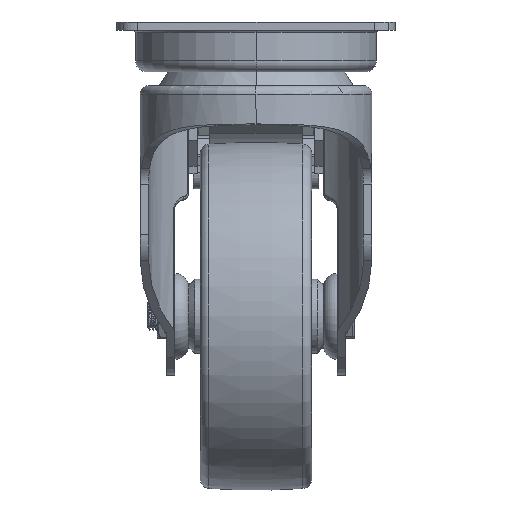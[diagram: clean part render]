
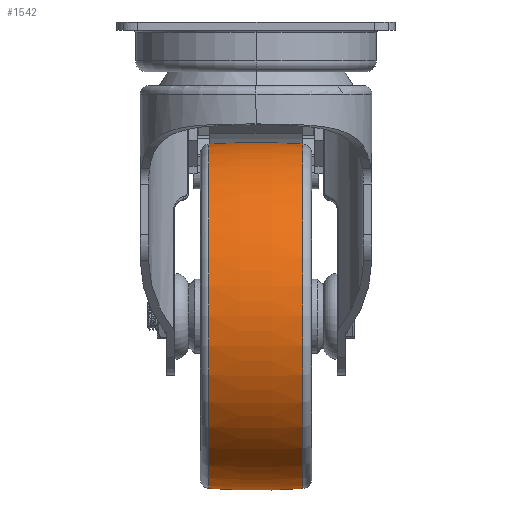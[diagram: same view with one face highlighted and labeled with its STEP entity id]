
A CAD part, left-side view. The second image highlights one B-rep face of the part: STEP entity #1542.
In plain terms, the highlighted toroidal (fillet/blend) face has major radius 106.734 mm and minor radius 144.234 mm.
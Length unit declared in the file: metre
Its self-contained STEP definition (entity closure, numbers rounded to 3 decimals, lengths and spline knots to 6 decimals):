
#1542=ADVANCED_FACE('',(#2837),#2838,.T.);
#2837=FACE_OUTER_BOUND('',#7607,.T.);
#2838=TOROIDAL_SURFACE('',#7608,-0.106734,0.144234);
#7607=EDGE_LOOP('',(#19378,#19379,#19380,#19381));
#7608=AXIS2_PLACEMENT_3D('',#19382,#19383,#19384);
#19378=ORIENTED_EDGE('',*,*,#22231,.T.);
#19379=ORIENTED_EDGE('',*,*,#22240,.F.);
#19380=ORIENTED_EDGE('',*,*,#22233,.T.);
#19381=ORIENTED_EDGE('',*,*,#22239,.T.);
#19382=CARTESIAN_POINT('',(0.0,-0.000109,0.0));
#19383=DIRECTION('',(0.0,-1.0,0.0));
#19384=DIRECTION('',(0.0,0.0,-1.0));
#22231=EDGE_CURVE('',#24915,#24907,#24916,.T.);
#22233=EDGE_CURVE('',#24910,#24917,#24919,.T.);
#22239=EDGE_CURVE('',#24917,#24915,#24927,.T.);
#22240=EDGE_CURVE('',#24910,#24907,#24928,.T.);
#24907=VERTEX_POINT('',#29674);
#24910=VERTEX_POINT('',#29677);
#24915=VERTEX_POINT('',#29682);
#24916=CIRCLE('',#29683,0.144234);
#24917=VERTEX_POINT('',#29684);
#24919=CIRCLE('',#29686,0.144234);
#24927=CIRCLE('',#29694,0.037135);
#24928=CIRCLE('',#29695,0.037151);
#29674=CARTESIAN_POINT('',(0.,-0.010139,-0.037151));
#29677=CARTESIAN_POINT('',(0.0,-0.010139,0.037151));
#29682=CARTESIAN_POINT('',(0.,0.010142,-0.037135));
#29683=AXIS2_PLACEMENT_3D('',#42006,#42007,#42008);
#29684=CARTESIAN_POINT('',(0.0,0.010142,0.037135));
#29686=AXIS2_PLACEMENT_3D('',#42012,#42013,#42014);
#29694=AXIS2_PLACEMENT_3D('',#42030,#42031,#42032);
#29695=AXIS2_PLACEMENT_3D('',#42033,#42034,#42035);
#42006=CARTESIAN_POINT('',(0.,-0.000109,0.106734));
#42007=DIRECTION('',(-1.0,-0.0,0.));
#42008=DIRECTION('',(0.,0.0,-1.0));
#42012=CARTESIAN_POINT('',(0.,-0.000109,-0.106734));
#42013=DIRECTION('',(-1.0,-0.0,0.));
#42014=DIRECTION('',(0.,0.0,1.0));
#42030=CARTESIAN_POINT('',(0.0,0.010142,0.0));
#42031=DIRECTION('',(0.0,-1.0,0.0));
#42032=DIRECTION('',(0.0,0.0,1.0));
#42033=CARTESIAN_POINT('',(0.0,-0.010139,0.0));
#42034=DIRECTION('',(0.0,-1.0,0.0));
#42035=DIRECTION('',(0.0,0.0,1.0));
